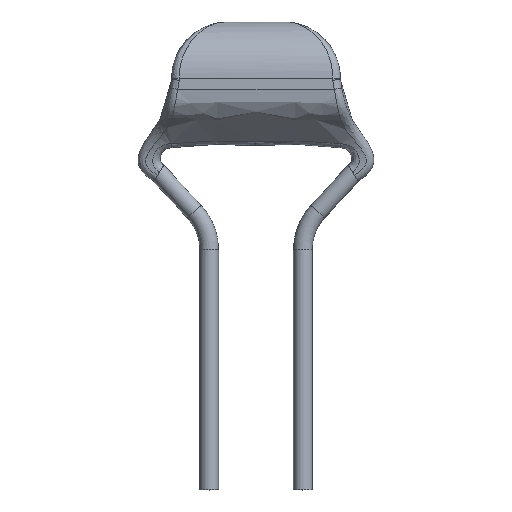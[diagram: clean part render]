
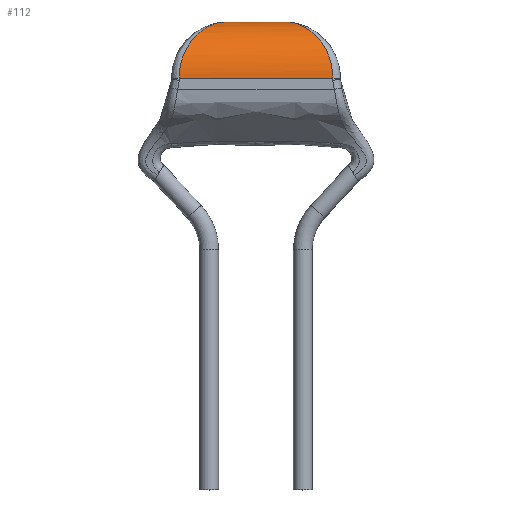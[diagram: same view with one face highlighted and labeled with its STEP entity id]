
A CAD part, top view. The second image highlights one B-rep face of the part: STEP entity #112.
In plain terms, the highlighted cylindrical face has radius 1.5 mm (diameter 3 mm), a partial arc.
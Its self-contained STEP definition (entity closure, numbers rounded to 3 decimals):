
#86 = VECTOR ( 'NONE', #3556, 1000. ) ;
#112 = ADVANCED_FACE ( 'NONE', ( #489 ), #1227, .T. ) ;
#165 = CARTESIAN_POINT ( 'NONE',  ( -0.75, 2.125, 0. ) ) ;
#176 = CARTESIAN_POINT ( 'NONE',  ( -1.512, 2.125, 0.879 ) ) ;
#406 = CARTESIAN_POINT ( 'NONE',  ( 2.05, 0.625, 1.5 ) ) ;
#446 = DIRECTION ( 'NONE',  ( -1., 0., 0. ) ) ;
#489 = FACE_OUTER_BOUND ( 'NONE', #1138, .T. ) ;
#529 = VECTOR ( 'NONE', #446, 1000. ) ;
#716 = CARTESIAN_POINT ( 'NONE',  ( -3.15, 2.125, 0. ) ) ;
#773 = CARTESIAN_POINT ( 'NONE',  ( -2.05, 1.504, 1.5 ) ) ;
#779 = CARTESIAN_POINT ( 'NONE',  ( 1.512, 2.125, 0.879 ) ) ;
#855 = ORIENTED_EDGE ( 'NONE', *, *, #2351, .F. ) ;
#944 = VERTEX_POINT ( 'NONE', #3515 ) ;
#955 = VERTEX_POINT ( 'NONE', #2272 ) ;
#973 = AXIS2_PLACEMENT_3D ( 'NONE', #2609, #3353, #3309 ) ;
#1084 = LINE ( 'NONE', #716, #86 ) ;
#1130 = EDGE_CURVE ( 'NONE', #2784, #944, #1084, .T. ) ;
#1138 = EDGE_LOOP ( 'NONE', ( #3855, #2706, #855, #1180 ) ) ;
#1140 = CARTESIAN_POINT ( 'NONE',  ( 0.75, 2.125, 0. ) ) ;
#1171 = CARTESIAN_POINT ( 'NONE',  ( 0.75, 2.125, 0. ) ) ;
#1180 = ORIENTED_EDGE ( 'NONE', *, *, #1196, .T. ) ;
#1196 = EDGE_CURVE ( 'NONE', #3413, #2784, #3279, .T. ) ;
#1227 = CYLINDRICAL_SURFACE ( 'NONE', #973, 1.5 ) ;
#1593 =( BOUNDED_CURVE ( )  B_SPLINE_CURVE ( 3, ( #165, #176, #773, #2933 ),
 .UNSPECIFIED., .F., .F. ) 
 B_SPLINE_CURVE_WITH_KNOTS ( ( 4, 4 ),
 ( 4.712, 6.283 ),
 .UNSPECIFIED. ) 
 CURVE ( )  GEOMETRIC_REPRESENTATION_ITEM ( )  RATIONAL_B_SPLINE_CURVE ( ( 1., 0.805, 0.805, 1. ) ) 
 REPRESENTATION_ITEM ( '' )  );
#1961 = CARTESIAN_POINT ( 'NONE',  ( -2.25, 0.625, 1.5 ) ) ;
#2212 = EDGE_CURVE ( 'NONE', #944, #955, #1593, .T. ) ;
#2272 = CARTESIAN_POINT ( 'NONE',  ( -2.05, 0.625, 1.5 ) ) ;
#2351 = EDGE_CURVE ( 'NONE', #3413, #955, #3535, .T. ) ;
#2609 = CARTESIAN_POINT ( 'NONE',  ( -3.15, 0.625, 0. ) ) ;
#2654 = CARTESIAN_POINT ( 'NONE',  ( 2.05, 0.625, 1.5 ) ) ;
#2706 = ORIENTED_EDGE ( 'NONE', *, *, #2212, .T. ) ;
#2784 = VERTEX_POINT ( 'NONE', #1171 ) ;
#2933 = CARTESIAN_POINT ( 'NONE',  ( -2.05, 0.625, 1.5 ) ) ;
#3184 = CARTESIAN_POINT ( 'NONE',  ( 2.05, 1.504, 1.5 ) ) ;
#3279 =( BOUNDED_CURVE ( )  B_SPLINE_CURVE ( 3, ( #406, #3184, #779, #1140 ),
 .UNSPECIFIED., .F., .F. ) 
 B_SPLINE_CURVE_WITH_KNOTS ( ( 4, 4 ),
 ( 0., 1.571 ),
 .UNSPECIFIED. ) 
 CURVE ( )  GEOMETRIC_REPRESENTATION_ITEM ( )  RATIONAL_B_SPLINE_CURVE ( ( 1., 0.805, 0.805, 1. ) ) 
 REPRESENTATION_ITEM ( '' )  );
#3309 = DIRECTION ( 'NONE',  ( 0., 0., 1. ) ) ;
#3353 = DIRECTION ( 'NONE',  ( -1., 0., 0. ) ) ;
#3413 = VERTEX_POINT ( 'NONE', #2654 ) ;
#3515 = CARTESIAN_POINT ( 'NONE',  ( -0.75, 2.125, 0. ) ) ;
#3535 = LINE ( 'NONE', #1961, #529 ) ;
#3556 = DIRECTION ( 'NONE',  ( -1., 0., 0. ) ) ;
#3855 = ORIENTED_EDGE ( 'NONE', *, *, #1130, .T. ) ;
